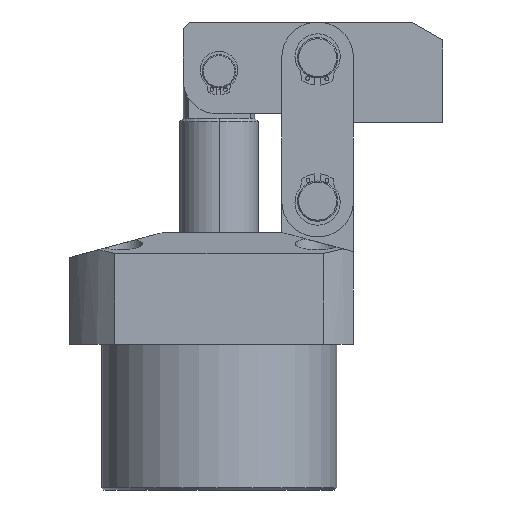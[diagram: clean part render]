
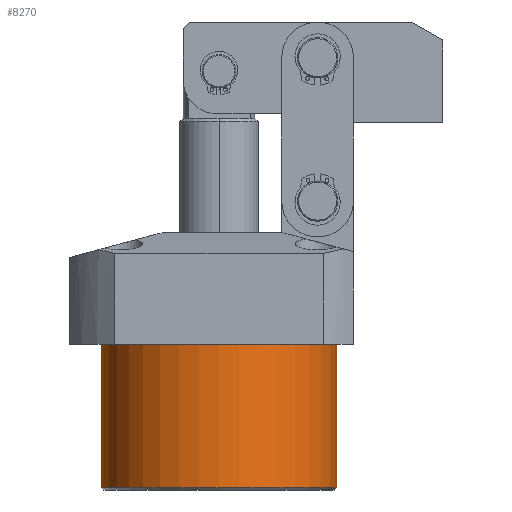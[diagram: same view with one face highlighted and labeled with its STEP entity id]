
A CAD part, front view. The second image highlights one B-rep face of the part: STEP entity #8270.
In plain terms, the highlighted cylindrical face has radius 52.5 mm (diameter 105 mm), a partial arc.
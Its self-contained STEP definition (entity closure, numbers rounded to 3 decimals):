
#1488 = EDGE_LOOP ( 'NONE', ( #9745, #9746, #9747, #9748 ) ) ;
#1999 = FACE_OUTER_BOUND ( 'NONE', #1488, .T. ) ;
#2004 = CYLINDRICAL_SURFACE ( 'NONE', #8566, 52.5 ) ;
#4559 = DIRECTION ( 'NONE',  ( 0., 0., 1. ) ) ;
#4560 = CARTESIAN_POINT ( 'NONE',  ( -52.5, 0., -65. ) ) ;
#4564 = CARTESIAN_POINT ( 'NONE',  ( 52.5, 0., -65. ) ) ;
#4565 = DIRECTION ( 'NONE',  ( 0., 0., 1. ) ) ;
#5072 = VERTEX_POINT ( 'NONE', #8839 ) ;
#5073 = VERTEX_POINT ( 'NONE', #8840 ) ;
#5132 = VERTEX_POINT ( 'NONE', #8899 ) ;
#5136 = VERTEX_POINT ( 'NONE', #8903 ) ;
#5299 = DIRECTION ( 'NONE',  ( 1., 0., 0. ) ) ;
#5303 = DIRECTION ( 'NONE',  ( 0., 0., 1. ) ) ;
#5304 = CARTESIAN_POINT ( 'NONE',  ( 0., 0., -65. ) ) ;
#6690 = LINE ( 'NONE', #4560, #6696 ) ;
#6696 = VECTOR ( 'NONE', #4565, 1000. ) ;
#6697 = LINE ( 'NONE', #4564, #6699 ) ;
#6699 = VECTOR ( 'NONE', #4559, 1000. ) ;
#6819 = CIRCLE ( 'NONE', #7151, 52.5 ) ;
#6840 = CIRCLE ( 'NONE', #7159, 52.5 ) ;
#7151 = AXIS2_PLACEMENT_3D ( 'NONE', #7563, #7564, #7565 ) ;
#7159 = AXIS2_PLACEMENT_3D ( 'NONE', #7633, #7634, #7635 ) ;
#7563 = CARTESIAN_POINT ( 'NONE',  ( 0., 0., 0. ) ) ;
#7564 = DIRECTION ( 'NONE',  ( 0., 0., -1. ) ) ;
#7565 = DIRECTION ( 'NONE',  ( 1., 0., 0. ) ) ;
#7633 = CARTESIAN_POINT ( 'NONE',  ( 0., 0., -64. ) ) ;
#7634 = DIRECTION ( 'NONE',  ( 0., 0., 1. ) ) ;
#7635 = DIRECTION ( 'NONE',  ( -1., 0., 0. ) ) ;
#8270 = ADVANCED_FACE ( 'NONE', ( #1999 ), #2004, .T. ) ;
#8566 = AXIS2_PLACEMENT_3D ( 'NONE', #5304, #5303, #5299 ) ;
#8709 = EDGE_CURVE ( 'NONE', #5073, #5132, #6690, .T. ) ;
#8711 = EDGE_CURVE ( 'NONE', #5072, #5136, #6697, .T. ) ;
#8798 = EDGE_CURVE ( 'NONE', #5136, #5132, #6819, .T. ) ;
#8821 = EDGE_CURVE ( 'NONE', #5073, #5072, #6840, .T. ) ;
#8839 = CARTESIAN_POINT ( 'NONE',  ( 52.5, 0., -64. ) ) ;
#8840 = CARTESIAN_POINT ( 'NONE',  ( -52.5, 0., -64. ) ) ;
#8899 = CARTESIAN_POINT ( 'NONE',  ( -52.5, 0., 0. ) ) ;
#8903 = CARTESIAN_POINT ( 'NONE',  ( 52.5, 0., 0. ) ) ;
#9745 = ORIENTED_EDGE ( 'NONE', *, *, #8709, .F. ) ;
#9746 = ORIENTED_EDGE ( 'NONE', *, *, #8821, .T. ) ;
#9747 = ORIENTED_EDGE ( 'NONE', *, *, #8711, .T. ) ;
#9748 = ORIENTED_EDGE ( 'NONE', *, *, #8798, .T. ) ;
